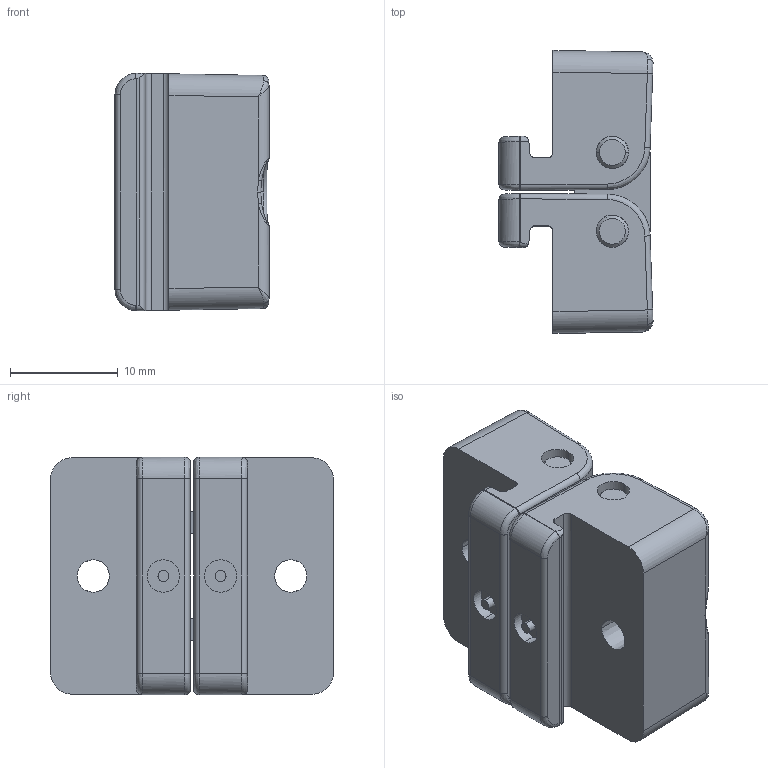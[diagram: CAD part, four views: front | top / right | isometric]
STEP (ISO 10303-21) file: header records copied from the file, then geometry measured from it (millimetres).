
FILE_DESCRIPTION (( 'STEP AP203' ), '1' );
FILE_NAME ('BP-250.STEP', '2019-10-04T06:13:35', ( '' ), ( '' ), 'SwSTEP 2.0', 'SolidWorks 2014', '' );
FILE_SCHEMA (( 'CONFIG_CONTROL_DESIGN' ));
Length unit declared in the file: millimetre
Products named in the file (4): BP-250; BP-250_リンクプレート_; BP-250_ヒンジ本体_; BP-250_ピン_
Assembly tree (6 placements, depth 2):
  BP-250
    BP-250_ヒンジ本体_  x2
    BP-250_リンクプレート_  x2
    BP-250_ピン_  x2
Bounding box: 14.27 x 26.2 x 22 mm (x, y, z)
Volume: 5367.9 mm3; surface area: 4585 mm2
Topology: 6 solids, 6 shells, 258 faces, 648 edges, 402 vertices
Faces by surface type: cylinder 122, plane 66, bspline 50, cone 16, sphere 4
Entity records: 4971 total; most frequent: CARTESIAN_POINT 1719, ORIENTED_EDGE 644, DIRECTION 510, EDGE_CURVE 322, VERTEX_POINT 201, AXIS2_PLACEMENT_3D 185, EDGE_LOOP 143, LINE 140
